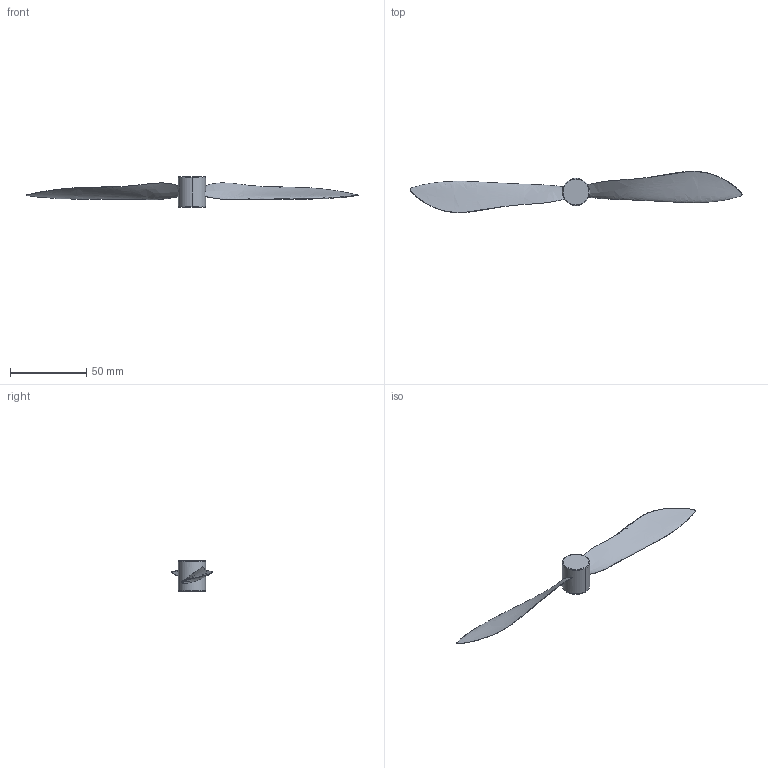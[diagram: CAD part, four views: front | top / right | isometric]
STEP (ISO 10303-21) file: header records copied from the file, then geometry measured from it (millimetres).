
FILE_DESCRIPTION (( 'STEP AP203' ), '1' );
FILE_NAME ('SP2_CFD.STEP', '2023-01-13T09:25:43', ( '' ), ( '' ), 'SwSTEP 2.0', 'SolidWorks 2019', '' );
FILE_SCHEMA (( 'CONFIG_CONTROL_DESIGN' ));
Length unit declared in the file: millimetre
Products named in the file (1): SP2_CFD
Bounding box: 218.29 x 27.03 x 20 mm (x, y, z)
Surface area: 10106 mm2 (no closed solid volume)
Topology: 0 solids, 4 shells, 26 faces, 52 edges, 30 vertices
Faces by surface type: torus 8, bspline 8, plane 6, cylinder 4
Entity records: 7630 total; most frequent: CARTESIAN_POINT 7083, ORIENTED_EDGE 92, DIRECTION 90, EDGE_CURVE 48, AXIS2_PLACEMENT_3D 43, VERTEX_POINT 30, EDGE_LOOP 28, FACE_OUTER_BOUND 26
